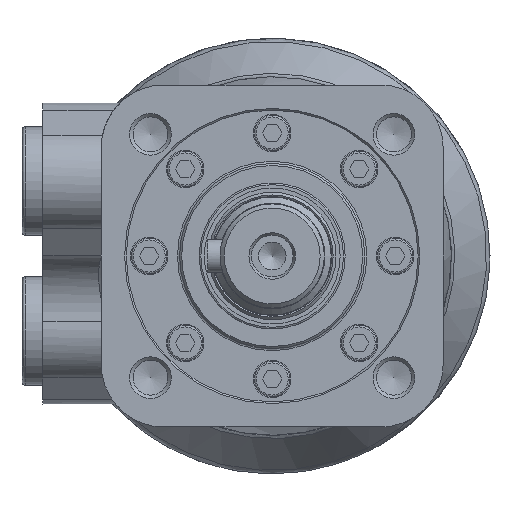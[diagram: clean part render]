
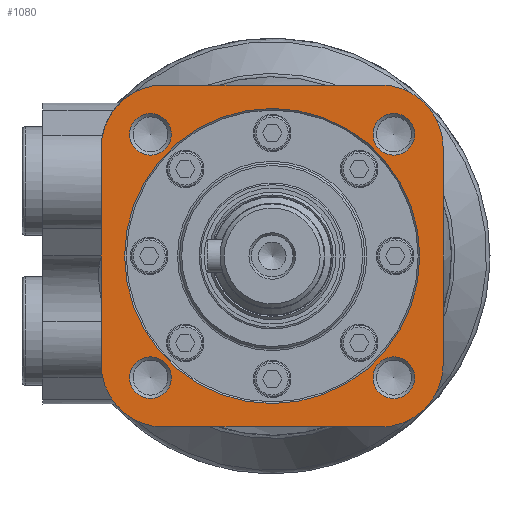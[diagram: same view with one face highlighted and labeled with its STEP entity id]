
A CAD part, left-side view. The second image highlights one B-rep face of the part: STEP entity #1080.
In plain terms, the highlighted planar face has unit normal (-1, 0, 0).
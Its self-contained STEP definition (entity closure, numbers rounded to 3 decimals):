
#1080 = ADVANCED_FACE( '', ( #2328, #2329, #2330, #2331, #2332, #2333 ), #2334, .F. );
#2328 = FACE_BOUND( '', #3722, .T. );
#2329 = FACE_BOUND( '', #3723, .T. );
#2330 = FACE_BOUND( '', #3724, .T. );
#2331 = FACE_BOUND( '', #3725, .T. );
#2332 = FACE_OUTER_BOUND( '', #3726, .T. );
#2333 = FACE_BOUND( '', #3727, .T. );
#2334 = PLANE( '', #3728 );
#3722 = EDGE_LOOP( '', ( #6261 ) );
#3723 = EDGE_LOOP( '', ( #6262 ) );
#3724 = EDGE_LOOP( '', ( #6263 ) );
#3725 = EDGE_LOOP( '', ( #6264 ) );
#3726 = EDGE_LOOP( '', ( #6265, #6266, #6267, #6268, #6269, #6270, #6271, #6272 ) );
#3727 = EDGE_LOOP( '', ( #6273 ) );
#3728 = AXIS2_PLACEMENT_3D( '', #6274, #6275, #6276 );
#6261 = ORIENTED_EDGE( '', *, *, #7297, .T. );
#6262 = ORIENTED_EDGE( '', *, *, #8168, .T. );
#6263 = ORIENTED_EDGE( '', *, *, #8148, .T. );
#6264 = ORIENTED_EDGE( '', *, *, #8169, .T. );
#6265 = ORIENTED_EDGE( '', *, *, #7426, .F. );
#6266 = ORIENTED_EDGE( '', *, *, #7751, .F. );
#6267 = ORIENTED_EDGE( '', *, *, #7700, .F. );
#6268 = ORIENTED_EDGE( '', *, *, #7283, .F. );
#6269 = ORIENTED_EDGE( '', *, *, #7884, .F. );
#6270 = ORIENTED_EDGE( '', *, *, #7289, .F. );
#6271 = ORIENTED_EDGE( '', *, *, #7843, .F. );
#6272 = ORIENTED_EDGE( '', *, *, #8170, .F. );
#6273 = ORIENTED_EDGE( '', *, *, #7570, .T. );
#6274 = CARTESIAN_POINT( '', ( 0., 0., 0. ) );
#6275 = DIRECTION( '', ( 1., 0., 0. ) );
#6276 = DIRECTION( '', ( 0., 0., -1. ) );
#7283 = EDGE_CURVE( '', #8462, #8464, #8465, .T. );
#7289 = EDGE_CURVE( '', #8473, #8469, #8475, .T. );
#7297 = EDGE_CURVE( '', #8488, #8488, #8489, .T. );
#7426 = EDGE_CURVE( '', #8709, #8711, #8712, .T. );
#7570 = EDGE_CURVE( '', #8943, #8943, #8944, .T. );
#7700 = EDGE_CURVE( '', #8464, #9137, #9138, .T. );
#7751 = EDGE_CURVE( '', #9137, #8709, #9219, .T. );
#7843 = EDGE_CURVE( '', #9348, #8473, #9350, .T. );
#7884 = EDGE_CURVE( '', #8469, #8462, #9408, .T. );
#8148 = EDGE_CURVE( '', #9760, #9760, #9761, .T. );
#8168 = EDGE_CURVE( '', #9786, #9786, #9787, .T. );
#8169 = EDGE_CURVE( '', #9788, #9788, #9789, .T. );
#8170 = EDGE_CURVE( '', #8711, #9348, #9790, .T. );
#8462 = VERTEX_POINT( '', #10235 );
#8464 = VERTEX_POINT( '', #10238 );
#8465 = LINE( '', #10239, #10240 );
#8469 = VERTEX_POINT( '', #10245 );
#8473 = VERTEX_POINT( '', #10251 );
#8475 = LINE( '', #10254, #10255 );
#8488 = VERTEX_POINT( '', #10280 );
#8489 = CIRCLE( '', #10281, 5. );
#8709 = VERTEX_POINT( '', #10765 );
#8711 = VERTEX_POINT( '', #10768 );
#8712 = CIRCLE( '', #10769, 15. );
#8943 = VERTEX_POINT( '', #11128 );
#8944 = CIRCLE( '', #11129, 35.4 );
#9137 = VERTEX_POINT( '', #11440 );
#9138 = CIRCLE( '', #11441, 15. );
#9219 = LINE( '', #11566, #11567 );
#9348 = VERTEX_POINT( '', #12132 );
#9350 = CIRCLE( '', #12135, 15. );
#9408 = CIRCLE( '', #12264, 15. );
#9760 = VERTEX_POINT( '', #12984 );
#9761 = CIRCLE( '', #12985, 5. );
#9786 = VERTEX_POINT( '', #13044 );
#9787 = CIRCLE( '', #13045, 5. );
#9788 = VERTEX_POINT( '', #13046 );
#9789 = CIRCLE( '', #13047, 5. );
#9790 = LINE( '', #13048, #13049 );
#10235 = CARTESIAN_POINT( '', ( 0., -26., -41. ) );
#10238 = CARTESIAN_POINT( '', ( 0., 26., -41. ) );
#10239 = CARTESIAN_POINT( '', ( 0., -26., -41. ) );
#10240 = VECTOR( '', #13421, 1000. );
#10245 = CARTESIAN_POINT( '', ( 0., -41., -26. ) );
#10251 = CARTESIAN_POINT( '', ( 0., -41., 26. ) );
#10254 = CARTESIAN_POINT( '', ( 0., -41., 26. ) );
#10255 = VECTOR( '', #13426, 1000. );
#10280 = CARTESIAN_POINT( '', ( 0., -29.19, -34.19 ) );
#10281 = AXIS2_PLACEMENT_3D( '', #13433, #13434, #13435 );
#10765 = CARTESIAN_POINT( '', ( 0., 41., 26. ) );
#10768 = CARTESIAN_POINT( '', ( 0., 26., 41. ) );
#10769 = AXIS2_PLACEMENT_3D( '', #13579, #13580, #13581 );
#11128 = CARTESIAN_POINT( '', ( 0., 0., -35.4 ) );
#11129 = AXIS2_PLACEMENT_3D( '', #13765, #13766, #13767 );
#11440 = CARTESIAN_POINT( '', ( 0., 41., -26. ) );
#11441 = AXIS2_PLACEMENT_3D( '', #13910, #13911, #13912 );
#11566 = CARTESIAN_POINT( '', ( 0., 41., -26. ) );
#11567 = VECTOR( '', #13979, 1000. );
#12132 = CARTESIAN_POINT( '', ( 0., -26., 41. ) );
#12135 = AXIS2_PLACEMENT_3D( '', #14102, #14103, #14104 );
#12264 = AXIS2_PLACEMENT_3D( '', #14136, #14137, #14138 );
#12984 = CARTESIAN_POINT( '', ( 0., -29.19, 24.19 ) );
#12985 = AXIS2_PLACEMENT_3D( '', #14406, #14407, #14408 );
#13044 = CARTESIAN_POINT( '', ( 0., 29.19, -34.19 ) );
#13045 = AXIS2_PLACEMENT_3D( '', #14423, #14424, #14425 );
#13046 = CARTESIAN_POINT( '', ( 0., 29.19, 24.19 ) );
#13047 = AXIS2_PLACEMENT_3D( '', #14426, #14427, #14428 );
#13048 = CARTESIAN_POINT( '', ( 0., 26., 41. ) );
#13049 = VECTOR( '', #14429, 1000. );
#13421 = DIRECTION( '', ( 0., 1., 0. ) );
#13426 = DIRECTION( '', ( 0., 0., -1. ) );
#13433 = CARTESIAN_POINT( '', ( 0., -29.19, -29.19 ) );
#13434 = DIRECTION( '', ( 1., 0., 0. ) );
#13435 = DIRECTION( '', ( 0., 0., -1. ) );
#13579 = CARTESIAN_POINT( '', ( 0., 26., 26. ) );
#13580 = DIRECTION( '', ( 1., 0., 0. ) );
#13581 = DIRECTION( '', ( 0., 0., -1. ) );
#13765 = CARTESIAN_POINT( '', ( 0., 0., 0. ) );
#13766 = DIRECTION( '', ( 1., 0., 0. ) );
#13767 = DIRECTION( '', ( 0., 0., -1. ) );
#13910 = CARTESIAN_POINT( '', ( 0., 26., -26. ) );
#13911 = DIRECTION( '', ( 1., 0., 0. ) );
#13912 = DIRECTION( '', ( 0., 0., -1. ) );
#13979 = DIRECTION( '', ( 0., 0., 1. ) );
#14102 = CARTESIAN_POINT( '', ( 0., -26., 26. ) );
#14103 = DIRECTION( '', ( 1., 0., 0. ) );
#14104 = DIRECTION( '', ( 0., 0., -1. ) );
#14136 = CARTESIAN_POINT( '', ( 0., -26., -26. ) );
#14137 = DIRECTION( '', ( 1., 0., 0. ) );
#14138 = DIRECTION( '', ( 0., 0., -1. ) );
#14406 = CARTESIAN_POINT( '', ( 0., -29.19, 29.19 ) );
#14407 = DIRECTION( '', ( 1., 0., 0. ) );
#14408 = DIRECTION( '', ( 0., 0., -1. ) );
#14423 = CARTESIAN_POINT( '', ( 0., 29.19, -29.19 ) );
#14424 = DIRECTION( '', ( 1., 0., 0. ) );
#14425 = DIRECTION( '', ( 0., 0., -1. ) );
#14426 = CARTESIAN_POINT( '', ( 0., 29.19, 29.19 ) );
#14427 = DIRECTION( '', ( 1., 0., 0. ) );
#14428 = DIRECTION( '', ( 0., 0., -1. ) );
#14429 = DIRECTION( '', ( 0., -1., 0. ) );
